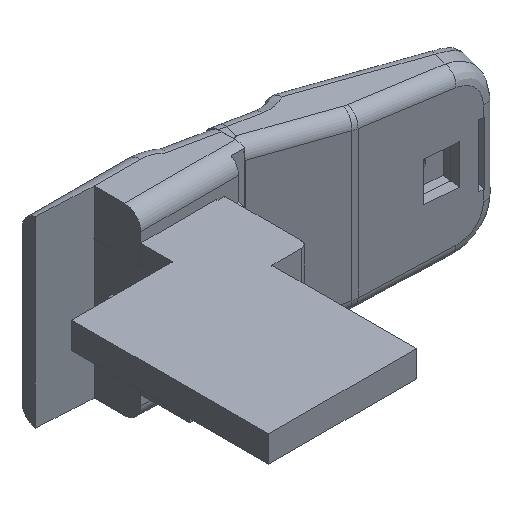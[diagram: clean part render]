
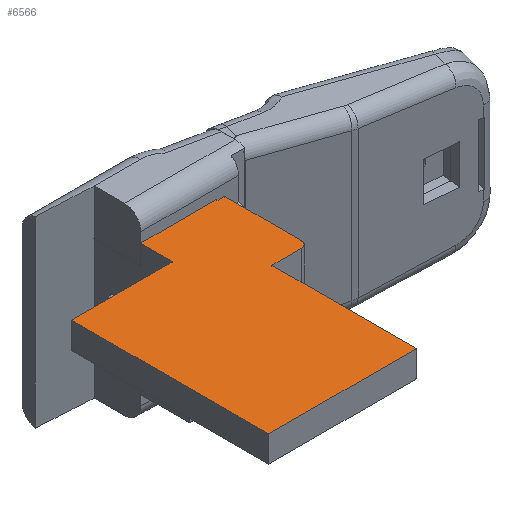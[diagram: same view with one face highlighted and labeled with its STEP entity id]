
A CAD part, isometric view. The second image highlights one B-rep face of the part: STEP entity #6566.
In plain terms, the highlighted face is planar.
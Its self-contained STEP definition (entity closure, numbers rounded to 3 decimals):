
#463=PLANE('',#7041);
#710=FACE_OUTER_BOUND('',#1057,.T.);
#1057=EDGE_LOOP('',(#5048,#5049,#5050,#5051,#5052,#5053,#5054,#5055,#5056,
#5057,#5058));
#1522=LINE('',#10166,#2183);
#1530=LINE('',#10184,#2191);
#1534=LINE('',#10192,#2195);
#1537=LINE('',#10198,#2198);
#1541=LINE('',#10206,#2202);
#1560=LINE('',#10256,#2221);
#1561=LINE('',#10258,#2222);
#1563=LINE('',#10263,#2224);
#1564=LINE('',#10265,#2225);
#1565=LINE('',#10266,#2226);
#2183=VECTOR('',#7930,10.);
#2191=VECTOR('',#7942,10.);
#2195=VECTOR('',#7948,10.);
#2198=VECTOR('',#7953,10.);
#2202=VECTOR('',#7959,10.);
#2221=VECTOR('',#8006,10.);
#2222=VECTOR('',#8009,10.);
#2224=VECTOR('',#8015,10.);
#2225=VECTOR('',#8016,10.);
#2226=VECTOR('',#8017,10.);
#2645=CIRCLE('',#7017,1.);
#2909=VERTEX_POINT('',#10153);
#2910=VERTEX_POINT('',#10154);
#2914=VERTEX_POINT('',#10164);
#2921=VERTEX_POINT('',#10182);
#2922=VERTEX_POINT('',#10183);
#2925=VERTEX_POINT('',#10191);
#2927=VERTEX_POINT('',#10197);
#2930=VERTEX_POINT('',#10204);
#2947=VERTEX_POINT('',#10254);
#2948=VERTEX_POINT('',#10262);
#2949=VERTEX_POINT('',#10264);
#3667=EDGE_CURVE('',#2909,#2910,#2645,.T.);
#3673=EDGE_CURVE('',#2909,#2914,#1522,.T.);
#3681=EDGE_CURVE('',#2921,#2922,#1530,.T.);
#3685=EDGE_CURVE('',#2922,#2925,#1534,.T.);
#3688=EDGE_CURVE('',#2925,#2927,#1537,.T.);
#3692=EDGE_CURVE('',#2927,#2930,#1541,.T.);
#3717=EDGE_CURVE('',#2914,#2947,#1560,.T.);
#3718=EDGE_CURVE('',#2930,#2910,#1561,.T.);
#3720=EDGE_CURVE('',#2947,#2948,#1563,.T.);
#3721=EDGE_CURVE('',#2948,#2949,#1564,.T.);
#3722=EDGE_CURVE('',#2949,#2921,#1565,.T.);
#5048=ORIENTED_EDGE('',*,*,#3667,.F.);
#5049=ORIENTED_EDGE('',*,*,#3673,.T.);
#5050=ORIENTED_EDGE('',*,*,#3717,.T.);
#5051=ORIENTED_EDGE('',*,*,#3720,.T.);
#5052=ORIENTED_EDGE('',*,*,#3721,.T.);
#5053=ORIENTED_EDGE('',*,*,#3722,.T.);
#5054=ORIENTED_EDGE('',*,*,#3681,.T.);
#5055=ORIENTED_EDGE('',*,*,#3685,.T.);
#5056=ORIENTED_EDGE('',*,*,#3688,.T.);
#5057=ORIENTED_EDGE('',*,*,#3692,.T.);
#5058=ORIENTED_EDGE('',*,*,#3718,.T.);
#6566=ADVANCED_FACE('',(#710),#463,.T.);
#7017=AXIS2_PLACEMENT_3D('',#10155,#7920,#7921);
#7041=AXIS2_PLACEMENT_3D('',#10261,#8013,#8014);
#7920=DIRECTION('center_axis',(-1.,0.,0.));
#7921=DIRECTION('ref_axis',(0.,-0.707,-0.707));
#7930=DIRECTION('',(0.,1.,0.));
#7942=DIRECTION('',(0.,0.,1.));
#7948=DIRECTION('',(0.,-1.,0.));
#7953=DIRECTION('',(0.,0.,-1.));
#7959=DIRECTION('',(0.,1.,0.));
#8006=DIRECTION('',(0.,0.,1.));
#8009=DIRECTION('',(0.,0.,-1.));
#8013=DIRECTION('center_axis',(1.,0.,0.));
#8014=DIRECTION('ref_axis',(0.,0.,
-1.));
#8015=DIRECTION('',(0.,1.,0.));
#8016=DIRECTION('',(0.,0.,1.));
#8017=DIRECTION('',(0.,-1.,0.));
#10153=CARTESIAN_POINT('',(17.,-14.371,-9.823));
#10154=CARTESIAN_POINT('',(17.,-15.371,-8.823));
#10155=CARTESIAN_POINT('Origin',(17.,-14.371,-8.823));
#10164=CARTESIAN_POINT('',(17.,-2.671,-9.823));
#10166=CARTESIAN_POINT('',(17.,-15.371,-9.823));
#10182=CARTESIAN_POINT('',(17.,-7.371,2.749));
#10183=CARTESIAN_POINT('',(17.,-7.371,18.177));
#10184=CARTESIAN_POINT('',(17.,-7.371,2.749));
#10191=CARTESIAN_POINT('',(17.,-37.371,18.177));
#10192=CARTESIAN_POINT('',(17.,-7.371,18.177));
#10197=CARTESIAN_POINT('',(17.,-37.371,-4.323));
#10198=CARTESIAN_POINT('',(17.,-37.371,18.177));
#10204=CARTESIAN_POINT('',(17.,-15.371,-4.323));
#10206=CARTESIAN_POINT('',(17.,-37.371,-4.323));
#10254=CARTESIAN_POINT('',(17.,-2.671,-8.823));
#10256=CARTESIAN_POINT('',(17.,-2.671,-9.823));
#10258=CARTESIAN_POINT('',(17.,-15.371,-8.823));
#10261=CARTESIAN_POINT('Origin',(17.,-6.171,-3.037));
#10262=CARTESIAN_POINT('',(17.,-2.471,-8.823));
#10263=CARTESIAN_POINT('',(17.,-5.871,-8.823));
#10264=CARTESIAN_POINT('',(17.,-2.471,2.749));
#10265=CARTESIAN_POINT('',(17.,-2.471,-3.251));
#10266=CARTESIAN_POINT('',(17.,-2.471,2.749));
